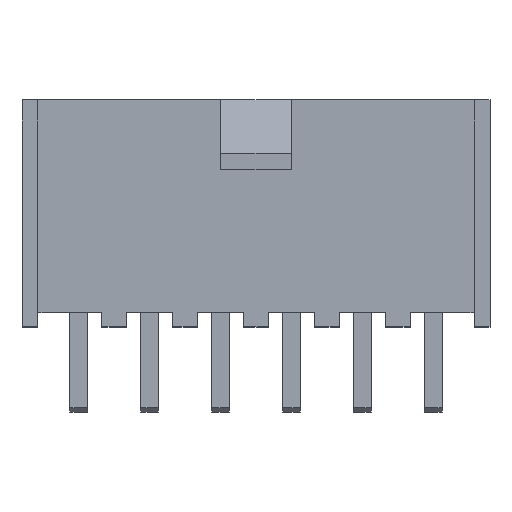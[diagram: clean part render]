
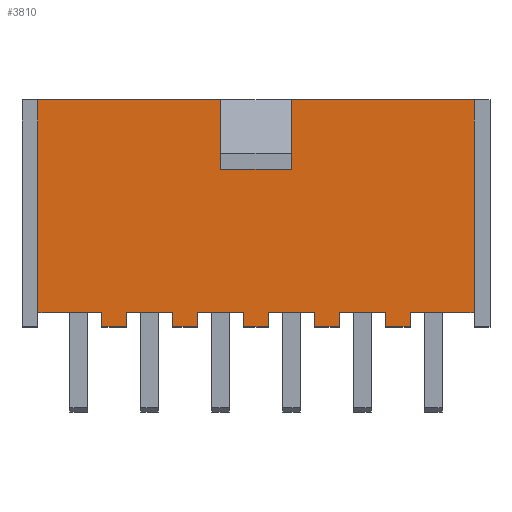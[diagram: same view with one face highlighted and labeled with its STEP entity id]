
A CAD part, top view. The second image highlights one B-rep face of the part: STEP entity #3810.
In plain terms, the highlighted planar face has unit normal (0, 0, 1).
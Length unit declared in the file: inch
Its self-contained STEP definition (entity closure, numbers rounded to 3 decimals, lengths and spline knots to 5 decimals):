
#569=ORIENTED_EDGE('',*,*,#1183,.F.);
#570=ORIENTED_EDGE('',*,*,#1439,.F.);
#571=ORIENTED_EDGE('',*,*,#1440,.T.);
#572=ORIENTED_EDGE('',*,*,#1441,.T.);
#573=ORIENTED_EDGE('',*,*,#1179,.F.);
#574=ORIENTED_EDGE('',*,*,#1367,.T.);
#575=ORIENTED_EDGE('',*,*,#1215,.F.);
#576=ORIENTED_EDGE('',*,*,#1368,.T.);
#577=ORIENTED_EDGE('',*,*,#1289,.T.);
#578=ORIENTED_EDGE('',*,*,#1380,.T.);
#579=ORIENTED_EDGE('',*,*,#1211,.F.);
#580=ORIENTED_EDGE('',*,*,#1379,.T.);
#581=ORIENTED_EDGE('',*,*,#1305,.T.);
#582=ORIENTED_EDGE('',*,*,#1381,.T.);
#583=ORIENTED_EDGE('',*,*,#1207,.F.);
#584=ORIENTED_EDGE('',*,*,#1382,.T.);
#585=ORIENTED_EDGE('',*,*,#1301,.T.);
#586=ORIENTED_EDGE('',*,*,#1383,.T.);
#587=ORIENTED_EDGE('',*,*,#1203,.F.);
#588=ORIENTED_EDGE('',*,*,#1384,.T.);
#589=ORIENTED_EDGE('',*,*,#1297,.T.);
#590=ORIENTED_EDGE('',*,*,#1386,.T.);
#591=ORIENTED_EDGE('',*,*,#1199,.F.);
#592=ORIENTED_EDGE('',*,*,#1385,.T.);
#593=ORIENTED_EDGE('',*,*,#1293,.T.);
#594=ORIENTED_EDGE('',*,*,#1371,.T.);
#595=ORIENTED_EDGE('',*,*,#1195,.F.);
#596=ORIENTED_EDGE('',*,*,#1372,.F.);
#1179=EDGE_CURVE('',#1725,#1726,#2089,.T.);
#1183=EDGE_CURVE('',#1729,#1730,#2093,.T.);
#1195=EDGE_CURVE('',#1741,#1742,#2105,.T.);
#1199=EDGE_CURVE('',#1745,#1746,#2109,.T.);
#1203=EDGE_CURVE('',#1749,#1750,#2113,.T.);
#1207=EDGE_CURVE('',#1753,#1754,#2117,.T.);
#1211=EDGE_CURVE('',#1757,#1758,#2121,.T.);
#1215=EDGE_CURVE('',#1761,#1762,#2125,.T.);
#1289=EDGE_CURVE('',#1820,#1818,#2199,.T.);
#1293=EDGE_CURVE('',#1824,#1822,#2203,.T.);
#1297=EDGE_CURVE('',#1828,#1826,#2207,.T.);
#1301=EDGE_CURVE('',#1832,#1830,#2211,.T.);
#1305=EDGE_CURVE('',#1836,#1834,#2215,.T.);
#1367=EDGE_CURVE('',#1725,#1762,#2277,.T.);
#1368=EDGE_CURVE('',#1761,#1820,#2278,.T.);
#1371=EDGE_CURVE('',#1822,#1742,#2281,.T.);
#1372=EDGE_CURVE('',#1730,#1741,#2282,.T.);
#1379=EDGE_CURVE('',#1757,#1836,#2289,.T.);
#1380=EDGE_CURVE('',#1818,#1758,#2290,.T.);
#1381=EDGE_CURVE('',#1834,#1754,#2291,.T.);
#1382=EDGE_CURVE('',#1753,#1832,#2292,.T.);
#1383=EDGE_CURVE('',#1830,#1750,#2293,.T.);
#1384=EDGE_CURVE('',#1749,#1828,#2294,.T.);
#1385=EDGE_CURVE('',#1745,#1824,#2295,.T.);
#1386=EDGE_CURVE('',#1826,#1746,#2296,.T.);
#1439=EDGE_CURVE('',#1887,#1729,#2349,.T.);
#1440=EDGE_CURVE('',#1887,#1888,#2350,.T.);
#1441=EDGE_CURVE('',#1888,#1726,#2351,.T.);
#1725=VERTEX_POINT('',#5180);
#1726=VERTEX_POINT('',#5182);
#1729=VERTEX_POINT('',#5188);
#1730=VERTEX_POINT('',#5190);
#1741=VERTEX_POINT('',#5213);
#1742=VERTEX_POINT('',#5215);
#1745=VERTEX_POINT('',#5221);
#1746=VERTEX_POINT('',#5223);
#1749=VERTEX_POINT('',#5229);
#1750=VERTEX_POINT('',#5231);
#1753=VERTEX_POINT('',#5237);
#1754=VERTEX_POINT('',#5239);
#1757=VERTEX_POINT('',#5245);
#1758=VERTEX_POINT('',#5247);
#1761=VERTEX_POINT('',#5253);
#1762=VERTEX_POINT('',#5255);
#1818=VERTEX_POINT('',#5396);
#1820=VERTEX_POINT('',#5399);
#1822=VERTEX_POINT('',#5405);
#1824=VERTEX_POINT('',#5408);
#1826=VERTEX_POINT('',#5414);
#1828=VERTEX_POINT('',#5417);
#1830=VERTEX_POINT('',#5423);
#1832=VERTEX_POINT('',#5426);
#1834=VERTEX_POINT('',#5432);
#1836=VERTEX_POINT('',#5435);
#1887=VERTEX_POINT('',#5698);
#1888=VERTEX_POINT('',#5700);
#2089=LINE('',#5181,#2635);
#2093=LINE('',#5189,#2639);
#2105=LINE('',#5214,#2651);
#2109=LINE('',#5222,#2655);
#2113=LINE('',#5230,#2659);
#2117=LINE('',#5238,#2663);
#2121=LINE('',#5246,#2667);
#2125=LINE('',#5254,#2671);
#2199=LINE('',#5398,#2745);
#2203=LINE('',#5407,#2749);
#2207=LINE('',#5416,#2753);
#2211=LINE('',#5425,#2757);
#2215=LINE('',#5434,#2761);
#2277=LINE('',#5551,#2823);
#2278=LINE('',#5553,#2824);
#2281=LINE('',#5559,#2827);
#2282=LINE('',#5561,#2828);
#2289=LINE('',#5577,#2835);
#2290=LINE('',#5579,#2836);
#2291=LINE('',#5581,#2837);
#2292=LINE('',#5583,#2838);
#2293=LINE('',#5585,#2839);
#2294=LINE('',#5587,#2840);
#2295=LINE('',#5589,#2841);
#2296=LINE('',#5591,#2842);
#2349=LINE('',#5697,#2895);
#2350=LINE('',#5699,#2896);
#2351=LINE('',#5701,#2897);
#2635=VECTOR('',#4194,39.37008);
#2639=VECTOR('',#4198,39.37008);
#2651=VECTOR('',#4212,39.37008);
#2655=VECTOR('',#4216,39.37008);
#2659=VECTOR('',#4220,39.37008);
#2663=VECTOR('',#4224,39.37008);
#2667=VECTOR('',#4228,39.37008);
#2671=VECTOR('',#4232,39.37008);
#2745=VECTOR('',#4330,39.37008);
#2749=VECTOR('',#4336,39.37008);
#2753=VECTOR('',#4342,39.37008);
#2757=VECTOR('',#4348,39.37008);
#2761=VECTOR('',#4354,39.37008);
#2823=VECTOR('',#4472,39.37008);
#2824=VECTOR('',#4475,39.37008);
#2827=VECTOR('',#4484,39.37008);
#2828=VECTOR('',#4487,39.37008);
#2835=VECTOR('',#4512,39.37008);
#2836=VECTOR('',#4515,39.37008);
#2837=VECTOR('',#4518,39.37008);
#2838=VECTOR('',#4521,39.37008);
#2839=VECTOR('',#4524,39.37008);
#2840=VECTOR('',#4527,39.37008);
#2841=VECTOR('',#4530,39.37008);
#2842=VECTOR('',#4533,39.37008);
#2895=VECTOR('',#4644,39.37008);
#2896=VECTOR('',#4645,39.37008);
#2897=VECTOR('',#4646,39.37008);
#3230=EDGE_LOOP('',(#569,#570,#571,#572,#573,#574,#575,#576,#577,#578,#579,
#580,#581,#582,#583,#584,#585,#586,#587,#588,#589,#590,#591,#592,#593,#594,
#595,#596));
#3426=FACE_BOUND('',#3230,.T.);
#3618=PLANE('',#4040);
#3810=ADVANCED_FACE('',(#3426),#3618,.F.);
#4040=AXIS2_PLACEMENT_3D('',#5696,#4642,#4643);
#4194=DIRECTION('',(1.,0.,0.));
#4198=DIRECTION('',(1.,0.,0.));
#4212=DIRECTION('',(-1.,0.,0.));
#4216=DIRECTION('',(-1.,0.,0.));
#4220=DIRECTION('',(-1.,0.,0.));
#4224=DIRECTION('',(-1.,0.,0.));
#4228=DIRECTION('',(-1.,0.,0.));
#4232=DIRECTION('',(-1.,0.,0.));
#4330=DIRECTION('',(1.,0.,0.));
#4336=DIRECTION('',(1.,0.,0.));
#4342=DIRECTION('',(1.,0.,0.));
#4348=DIRECTION('',(1.,0.,0.));
#4354=DIRECTION('',(1.,0.,0.));
#4472=DIRECTION('',(0.,-1.,0.));
#4475=DIRECTION('',(0.,-1.,0.));
#4484=DIRECTION('',(0.,1.,0.));
#4487=DIRECTION('',(0.,-1.,0.));
#4512=DIRECTION('',(0.,-1.,0.));
#4515=DIRECTION('',(0.,1.,0.));
#4518=DIRECTION('',(0.,1.,0.));
#4521=DIRECTION('',(0.,-1.,0.));
#4524=DIRECTION('',(0.,1.,0.));
#4527=DIRECTION('',(0.,-1.,0.));
#4530=DIRECTION('',(0.,-1.,0.));
#4533=DIRECTION('',(0.,1.,0.));
#4642=DIRECTION('',(0.,0.,-1.));
#4643=DIRECTION('',(-1.,0.,0.));
#4644=DIRECTION('',(0.,1.,0.));
#4645=DIRECTION('',(-1.,0.,0.));
#4646=DIRECTION('',(0.,1.,0.));
#5180=CARTESIAN_POINT('',(-0.3075,0.32,0.1));
#5181=CARTESIAN_POINT('',(-0.3075,0.32,0.1));
#5182=CARTESIAN_POINT('',(-0.05,0.32,0.1));
#5188=CARTESIAN_POINT('',(0.05,0.32,0.1));
#5189=CARTESIAN_POINT('',(-0.3075,0.32,0.1));
#5190=CARTESIAN_POINT('',(0.3075,0.32,0.1));
#5213=CARTESIAN_POINT('',(0.3075,0.02,0.1));
#5214=CARTESIAN_POINT('',(0.33,0.02,0.1));
#5215=CARTESIAN_POINT('',(0.2175,0.02,0.1));
#5221=CARTESIAN_POINT('',(0.1825,0.02,0.1));
#5222=CARTESIAN_POINT('',(0.33,0.02,0.1));
#5223=CARTESIAN_POINT('',(0.1175,0.02,0.1));
#5229=CARTESIAN_POINT('',(0.0825,0.02,0.1));
#5230=CARTESIAN_POINT('',(0.33,0.02,0.1));
#5231=CARTESIAN_POINT('',(0.0175,0.02,0.1));
#5237=CARTESIAN_POINT('',(-0.0175,0.02,0.1));
#5238=CARTESIAN_POINT('',(0.33,0.02,0.1));
#5239=CARTESIAN_POINT('',(-0.0825,0.02,0.1));
#5245=CARTESIAN_POINT('',(-0.1175,0.02,0.1));
#5246=CARTESIAN_POINT('',(0.33,0.02,0.1));
#5247=CARTESIAN_POINT('',(-0.1825,0.02,0.1));
#5253=CARTESIAN_POINT('',(-0.2175,0.02,0.1));
#5254=CARTESIAN_POINT('',(0.33,0.02,0.1));
#5255=CARTESIAN_POINT('',(-0.3075,0.02,0.1));
#5396=CARTESIAN_POINT('',(-0.1825,0.,0.1));
#5398=CARTESIAN_POINT('',(-0.3075,0.,0.1));
#5399=CARTESIAN_POINT('',(-0.2175,0.,0.1));
#5405=CARTESIAN_POINT('',(0.2175,0.,0.1));
#5407=CARTESIAN_POINT('',(-0.3075,0.,0.1));
#5408=CARTESIAN_POINT('',(0.1825,0.,0.1));
#5414=CARTESIAN_POINT('',(0.1175,0.,0.1));
#5416=CARTESIAN_POINT('',(-0.3075,0.,0.1));
#5417=CARTESIAN_POINT('',(0.0825,0.,0.1));
#5423=CARTESIAN_POINT('',(0.0175,0.,0.1));
#5425=CARTESIAN_POINT('',(-0.3075,0.,0.1));
#5426=CARTESIAN_POINT('',(-0.0175,0.,0.1));
#5432=CARTESIAN_POINT('',(-0.0825,0.,0.1));
#5434=CARTESIAN_POINT('',(-0.3075,0.,0.1));
#5435=CARTESIAN_POINT('',(-0.1175,0.,0.1));
#5551=CARTESIAN_POINT('',(-0.3075,0.32,0.1));
#5553=CARTESIAN_POINT('',(-0.2175,-0.02,0.1));
#5559=CARTESIAN_POINT('',(0.2175,0.02,0.1));
#5561=CARTESIAN_POINT('',(0.3075,0.32,0.1));
#5577=CARTESIAN_POINT('',(-0.1175,0.,0.1));
#5579=CARTESIAN_POINT('',(-0.1825,0.02,0.1));
#5581=CARTESIAN_POINT('',(-0.0825,0.02,0.1));
#5583=CARTESIAN_POINT('',(-0.0175,0.,0.1));
#5585=CARTESIAN_POINT('',(0.0175,0.02,0.1));
#5587=CARTESIAN_POINT('',(0.0825,0.,0.1));
#5589=CARTESIAN_POINT('',(0.1825,0.,0.1));
#5591=CARTESIAN_POINT('',(0.1175,0.02,0.1));
#5696=CARTESIAN_POINT('',(-0.3075,0.32,0.1));
#5697=CARTESIAN_POINT('',(0.05,0.233,0.1));
#5698=CARTESIAN_POINT('',(0.05,0.233,0.1));
#5699=CARTESIAN_POINT('',(0.05,0.233,0.1));
#5700=CARTESIAN_POINT('',(-0.05,0.233,0.1));
#5701=CARTESIAN_POINT('',(-0.05,0.233,0.1));
